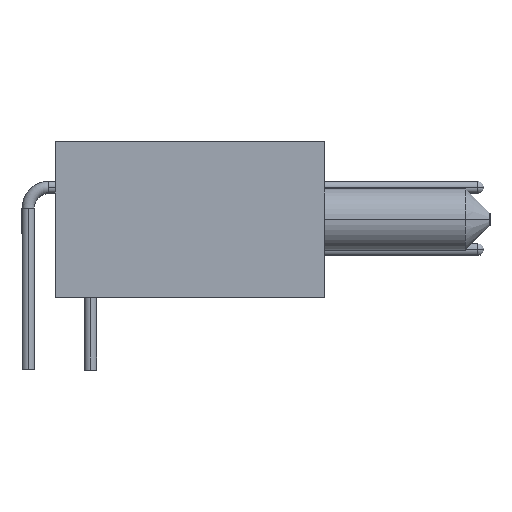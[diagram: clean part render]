
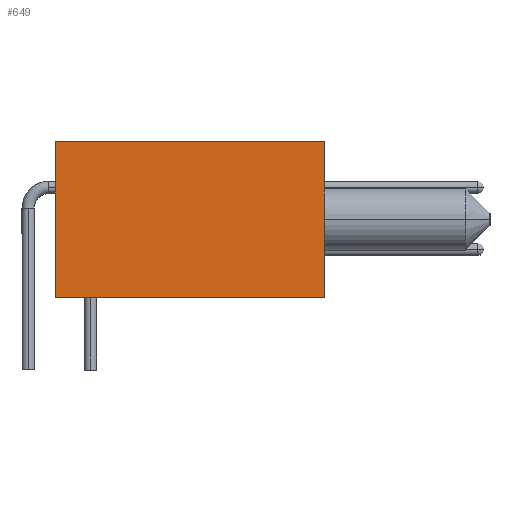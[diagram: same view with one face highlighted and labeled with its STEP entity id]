
A CAD part, left-side view. The second image highlights one B-rep face of the part: STEP entity #649.
In plain terms, the highlighted planar face has unit normal (-1, 0, 0).
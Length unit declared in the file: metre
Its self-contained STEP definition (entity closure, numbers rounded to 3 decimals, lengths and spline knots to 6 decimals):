
#649=ADVANCED_FACE('9:7627',(#1009),#1010,.T.);
#1009=FACE_OUTER_BOUND('',#1232,.T.);
#1010=PLANE('',#1233);
#1232=EDGE_LOOP('',(#1603,#1604,#1605,#1606));
#1233=AXIS2_PLACEMENT_3D('',#1607,#1608,#1609);
#1603=ORIENTED_EDGE('',*,*,#1936,.T.);
#1604=ORIENTED_EDGE('',*,*,#1943,.F.);
#1605=ORIENTED_EDGE('',*,*,#1922,.F.);
#1606=ORIENTED_EDGE('',*,*,#1903,.T.);
#1607=CARTESIAN_POINT('',(-0.02899,-0.0058,0.0025));
#1608=DIRECTION('',(-1.0,0.0,0.0));
#1609=DIRECTION('',(0.0,-1.0,0.));
#1903=EDGE_CURVE('9:7645',#2147,#2145,#2148,.T.);
#1922=EDGE_CURVE('9:7660',#2147,#2174,#2175,.T.);
#1936=EDGE_CURVE('9:7654',#2145,#2192,#2194,.F.);
#1943=EDGE_CURVE('9:7657',#2174,#2192,#2202,.T.);
#2145=VERTEX_POINT('',#2466);
#2147=VERTEX_POINT('',#2469);
#2148=LINE('',#2470,#2471);
#2174=VERTEX_POINT('',#2506);
#2175=LINE('',#2507,#2508);
#2192=VERTEX_POINT('',#2532);
#2194=LINE('',#2535,#2536);
#2202=LINE('',#2547,#2548);
#2466=CARTESIAN_POINT('',(-0.02899,-0.0123,0.01));
#2469=CARTESIAN_POINT('',(-0.02899,-0.0123,0.0025));
#2470=CARTESIAN_POINT('',(-0.02899,-0.0123,0.0025));
#2471=VECTOR('',#2806,1.0);
#2506=CARTESIAN_POINT('',(-0.02899,0.0007,0.0025));
#2507=CARTESIAN_POINT('',(-0.02899,-0.0123,0.0025));
#2508=VECTOR('',#2834,1.0);
#2532=CARTESIAN_POINT('',(-0.02899,0.0007,0.01));
#2535=CARTESIAN_POINT('',(-0.02899,-0.01255,0.01));
#2536=VECTOR('',#2849,1.0);
#2547=CARTESIAN_POINT('',(-0.02899,0.0007,0.0025));
#2548=VECTOR('',#2859,1.0);
#2806=DIRECTION('',(0.0,0.,1.0));
#2834=DIRECTION('',(0.0,1.0,0.));
#2849=DIRECTION('',(0.0,-1.0,0.));
#2859=DIRECTION('',(0.0,0.,1.0));
